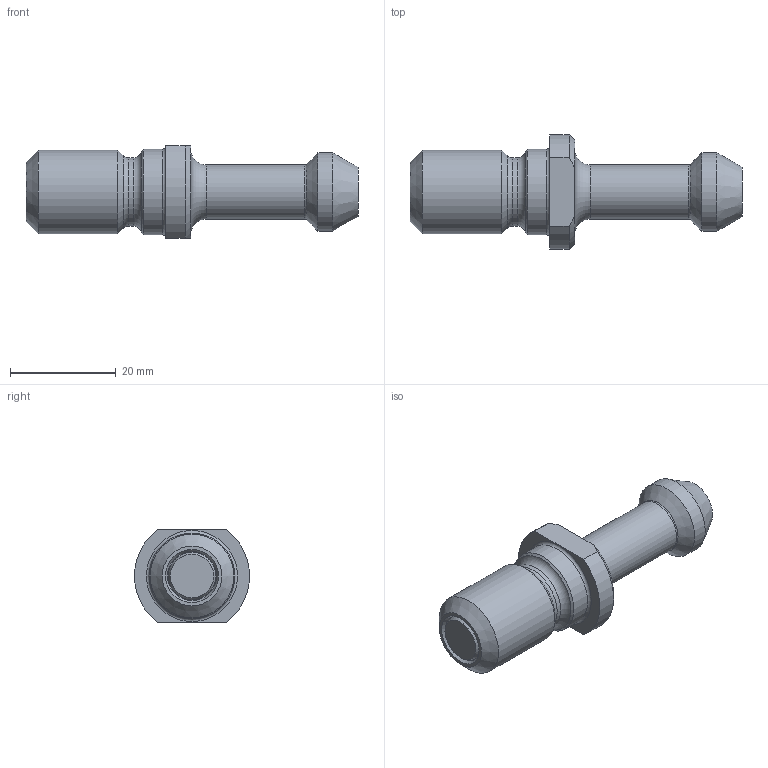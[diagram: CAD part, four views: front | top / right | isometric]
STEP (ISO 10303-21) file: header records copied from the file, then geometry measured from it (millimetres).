
FILE_DESCRIPTION(/* description */ ('RETENTION KNOB'),/* implementation_level */ '2;1');
FILE_NAME(/* name */ 'C400TRK.stp',/* time_stamp */ '2020-11-24T15:02:30-05:00',/* author */ ('dalloco'),/* organization */ (''),/* preprocessor_version */ 'ST-DEVELOPER v16.13',/* originating_system */ 'Autodesk Inventor 2018',/* authorisation */ '');
FILE_SCHEMA (('AUTOMOTIVE_DESIGN { 1 0 10303 214 3 1 1 }'));
Length unit declared in the file: inch
Products named in the file (1): C400TRK
Bounding box: 62.94 x 21.77 x 17.48 mm (x, y, z)
Volume: 9722 mm3; surface area: 3368.9 mm2
Topology: 1 solids, 1 shells, 29 faces, 58 edges, 34 vertices
Faces by surface type: cone 9, cylinder 7, plane 7, torus 6
Full cylindrical faces by diameter (mm): 10.262 x1, 12.954 x1, 14.935 x1, 15.875 x1, 16.269 x1
Entity records: 685 total; most frequent: DIRECTION 122, CARTESIAN_POINT 110, ORIENTED_EDGE 78, AXIS2_PLACEMENT_3D 57, EDGE_LOOP 50, EDGE_CURVE 39, VERTEX_POINT 33, FACE_OUTER_BOUND 29
